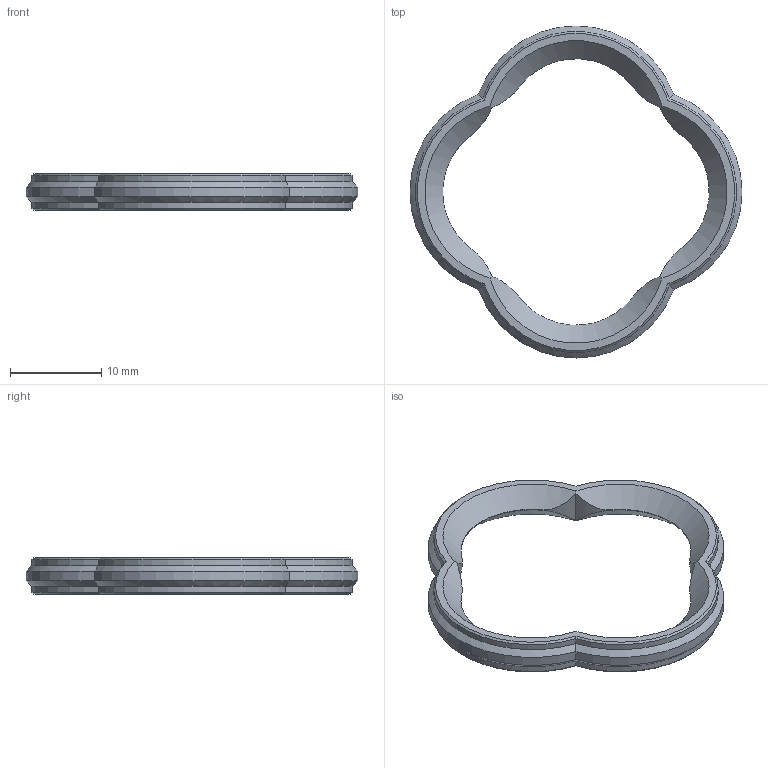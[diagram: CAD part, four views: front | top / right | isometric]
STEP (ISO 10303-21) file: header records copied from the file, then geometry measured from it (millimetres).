
FILE_DESCRIPTION(/* description */ (''),/* implementation_level */ '2;1');
FILE_NAME(/* name */ 'bushing_no_inset.step',/* time_stamp */ '2025-11-21T20:27:48Z',/* author */ (''),/* organization */ (''),/* preprocessor_version */ 'ST-DEVELOPER v20.1',/* originating_system */ 'Autodesk Translation Framework v14.21.0.0',/* authorisation */ '');
FILE_SCHEMA (('AUTOMOTIVE_DESIGN { 1 0 10303 214 3 1 1 }'));
Length unit declared in the file: millimetre
Products named in the file (1): Bushing - No inset
Bounding box: 36.37 x 36.37 x 4 mm (x, y, z)
Volume: 894.8 mm3; surface area: 1196.6 mm2
Topology: 1 solids, 1 shells, 50 faces, 125 edges, 77 vertices
Faces by surface type: cone 24, cylinder 16, bspline 8, plane 2
Entity records: 1994 total; most frequent: CARTESIAN_POINT 881, ORIENTED_EDGE 250, DIRECTION 194, EDGE_CURVE 125, AXIS2_PLACEMENT_3D 88, VERTEX_POINT 77, B_SPLINE_CURVE_WITH_KNOTS 58, EDGE_LOOP 52
